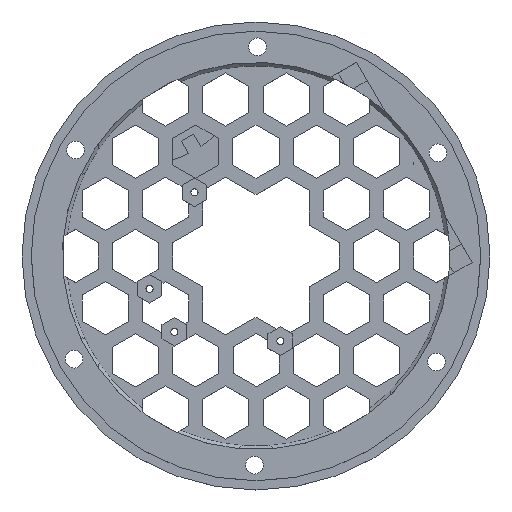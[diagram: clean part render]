
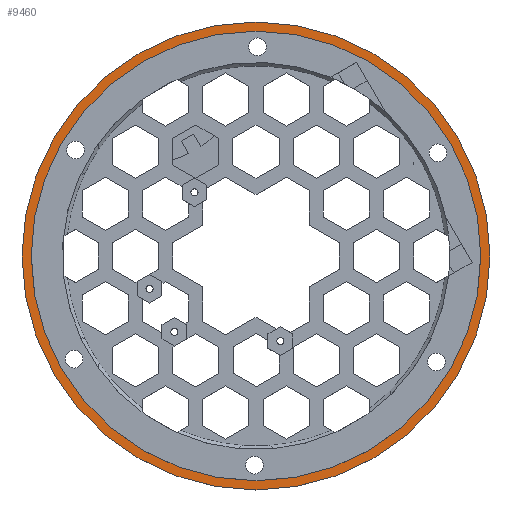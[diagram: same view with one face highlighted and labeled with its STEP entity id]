
A CAD part, top view. The second image highlights one B-rep face of the part: STEP entity #9460.
In plain terms, the highlighted planar face has unit normal (0, 0, 1).
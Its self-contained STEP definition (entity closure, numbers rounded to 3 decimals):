
#231 = EDGE_LOOP ( 'NONE', ( #5597, #9140 ) ) ;
#707 = DIRECTION ( 'NONE',  ( 0., 0., 1. ) ) ;
#933 = VERTEX_POINT ( 'NONE', #9667 ) ;
#961 = EDGE_CURVE ( 'NONE', #10012, #1018, #8911, .T. ) ;
#1018 = VERTEX_POINT ( 'NONE', #10195 ) ;
#1567 = EDGE_CURVE ( 'NONE', #1018, #10012, #2097, .T. ) ;
#1657 = AXIS2_PLACEMENT_3D ( 'NONE', #6172, #8024, #3610 ) ;
#1695 = AXIS2_PLACEMENT_3D ( 'NONE', #3569, #3620, #7107 ) ;
#1839 = AXIS2_PLACEMENT_3D ( 'NONE', #5376, #2879, #2004 ) ;
#1948 = CARTESIAN_POINT ( 'NONE',  ( 63.4, 0., 2. ) ) ;
#2004 = DIRECTION ( 'NONE',  ( 1., 0., 0. ) ) ;
#2097 = CIRCLE ( 'NONE', #8944, 66. ) ;
#2122 = CARTESIAN_POINT ( 'NONE',  ( -66., 0., 2. ) ) ;
#2200 = EDGE_LOOP ( 'NONE', ( #11246, #7314 ) ) ;
#2702 = CARTESIAN_POINT ( 'NONE',  ( 0., 0., 2. ) ) ;
#2764 = DIRECTION ( 'NONE',  ( 0., 0., 1. ) ) ;
#2879 = DIRECTION ( 'NONE',  ( 0., 0., -1. ) ) ;
#3569 = CARTESIAN_POINT ( 'NONE',  ( 0., 0., 2. ) ) ;
#3577 = DIRECTION ( 'NONE',  ( 1., 0., 0. ) ) ;
#3610 = DIRECTION ( 'NONE',  ( 1., 0., 0. ) ) ;
#3620 = DIRECTION ( 'NONE',  ( 0., 0., 1. ) ) ;
#4131 = CARTESIAN_POINT ( 'NONE',  ( 0., 0., 2. ) ) ;
#5376 = CARTESIAN_POINT ( 'NONE',  ( 0., 0., 2. ) ) ;
#5381 = PLANE ( 'NONE',  #10948 ) ;
#5433 = EDGE_CURVE ( 'NONE', #6756, #933, #7944, .T. ) ;
#5436 = FACE_OUTER_BOUND ( 'NONE', #2200, .T. ) ;
#5597 = ORIENTED_EDGE ( 'NONE', *, *, #5433, .T. ) ;
#5804 = EDGE_CURVE ( 'NONE', #933, #6756, #11120, .T. ) ;
#5819 = DIRECTION ( 'NONE',  ( 1., 0., 0. ) ) ;
#6172 = CARTESIAN_POINT ( 'NONE',  ( 0., 0., 2. ) ) ;
#6756 = VERTEX_POINT ( 'NONE', #1948 ) ;
#7107 = DIRECTION ( 'NONE',  ( 1., 0., 0. ) ) ;
#7314 = ORIENTED_EDGE ( 'NONE', *, *, #961, .T. ) ;
#7944 = CIRCLE ( 'NONE', #1839, 63.4 ) ;
#8024 = DIRECTION ( 'NONE',  ( 0., 0., -1. ) ) ;
#8911 = CIRCLE ( 'NONE', #1695, 66. ) ;
#8944 = AXIS2_PLACEMENT_3D ( 'NONE', #4131, #707, #5819 ) ;
#9140 = ORIENTED_EDGE ( 'NONE', *, *, #5804, .T. ) ;
#9460 = ADVANCED_FACE ( 'NONE', ( #5436, #10608 ), #5381, .T. ) ;
#9667 = CARTESIAN_POINT ( 'NONE',  ( -63.4, 0., 2. ) ) ;
#10012 = VERTEX_POINT ( 'NONE', #2122 ) ;
#10195 = CARTESIAN_POINT ( 'NONE',  ( 66., 0., 2. ) ) ;
#10608 = FACE_BOUND ( 'NONE', #231, .T. ) ;
#10948 = AXIS2_PLACEMENT_3D ( 'NONE', #2702, #2764, #3577 ) ;
#11120 = CIRCLE ( 'NONE', #1657, 63.4 ) ;
#11246 = ORIENTED_EDGE ( 'NONE', *, *, #1567, .T. ) ;
